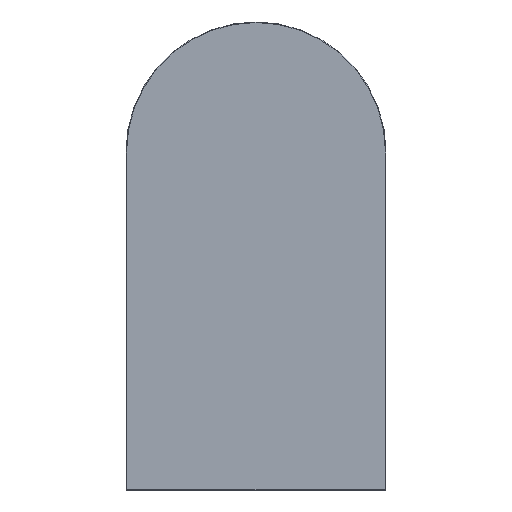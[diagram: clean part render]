
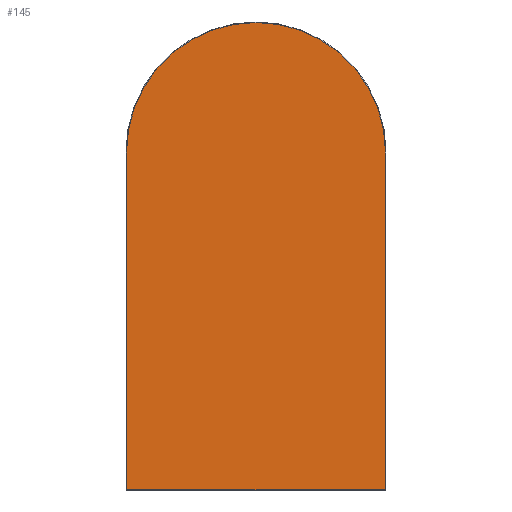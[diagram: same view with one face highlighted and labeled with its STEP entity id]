
A CAD part, top view. The second image highlights one B-rep face of the part: STEP entity #145.
In plain terms, the highlighted planar face has unit normal (0, 0, 1).
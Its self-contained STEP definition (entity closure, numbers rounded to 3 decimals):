
#38 = DIRECTION ( 'NONE',  ( 0., 0., -1. ) ) ;
#39 = EDGE_LOOP ( 'NONE', ( #270, #138, #139, #111 ) ) ;
#48 = VECTOR ( 'NONE', #65, 1000. ) ;
#53 = AXIS2_PLACEMENT_3D ( 'NONE', #233, #38, #148 ) ;
#65 = DIRECTION ( 'NONE',  ( 0., 1., 0. ) ) ;
#86 = FACE_OUTER_BOUND ( 'NONE', #39, .T. ) ;
#87 = LINE ( 'NONE', #260, #112 ) ;
#94 = DIRECTION ( 'NONE',  ( 1., 0., 0. ) ) ;
#102 = LINE ( 'NONE', #211, #48 ) ;
#111 = ORIENTED_EDGE ( 'NONE', *, *, #167, .T. ) ;
#112 = VECTOR ( 'NONE', #94, 1000. ) ;
#127 = AXIS2_PLACEMENT_3D ( 'NONE', #191, #285, #154 ) ;
#132 = CARTESIAN_POINT ( 'NONE',  ( -249., 200., 5. ) ) ;
#135 = EDGE_CURVE ( 'NONE', #195, #198, #102, .T. ) ;
#138 = ORIENTED_EDGE ( 'NONE', *, *, #135, .T. ) ;
#139 = ORIENTED_EDGE ( 'NONE', *, *, #252, .T. ) ;
#145 = ADVANCED_FACE ( 'NONE', ( #86 ), #236, .F. ) ;
#148 = DIRECTION ( 'NONE',  ( -1., 0., 0. ) ) ;
#154 = DIRECTION ( 'NONE',  ( -1., 0., 0. ) ) ;
#167 = EDGE_CURVE ( 'NONE', #243, #259, #208, .T. ) ;
#191 = CARTESIAN_POINT ( 'NONE',  ( 0., 200., 5. ) ) ;
#195 = VERTEX_POINT ( 'NONE', #213 ) ;
#198 = VERTEX_POINT ( 'NONE', #281 ) ;
#208 = LINE ( 'NONE', #132, #251 ) ;
#211 = CARTESIAN_POINT ( 'NONE',  ( 249., 200., 5. ) ) ;
#213 = CARTESIAN_POINT ( 'NONE',  ( 249., -450., 5. ) ) ;
#219 = EDGE_CURVE ( 'NONE', #259, #195, #87, .T. ) ;
#220 = CIRCLE ( 'NONE', #127, 249. ) ;
#233 = CARTESIAN_POINT ( 'NONE',  ( 0., 200., 5. ) ) ;
#236 = PLANE ( 'NONE',  #53 ) ;
#242 = CARTESIAN_POINT ( 'NONE',  ( -249., -450., 5. ) ) ;
#243 = VERTEX_POINT ( 'NONE', #244 ) ;
#244 = CARTESIAN_POINT ( 'NONE',  ( -249., 200., 5. ) ) ;
#251 = VECTOR ( 'NONE', #278, 1000. ) ;
#252 = EDGE_CURVE ( 'NONE', #198, #243, #220, .T. ) ;
#259 = VERTEX_POINT ( 'NONE', #242 ) ;
#260 = CARTESIAN_POINT ( 'NONE',  ( -250., -450., 5. ) ) ;
#270 = ORIENTED_EDGE ( 'NONE', *, *, #219, .T. ) ;
#278 = DIRECTION ( 'NONE',  ( 0., -1., 0. ) ) ;
#281 = CARTESIAN_POINT ( 'NONE',  ( 249., 200., 5. ) ) ;
#285 = DIRECTION ( 'NONE',  ( 0., 0., 1. ) ) ;
